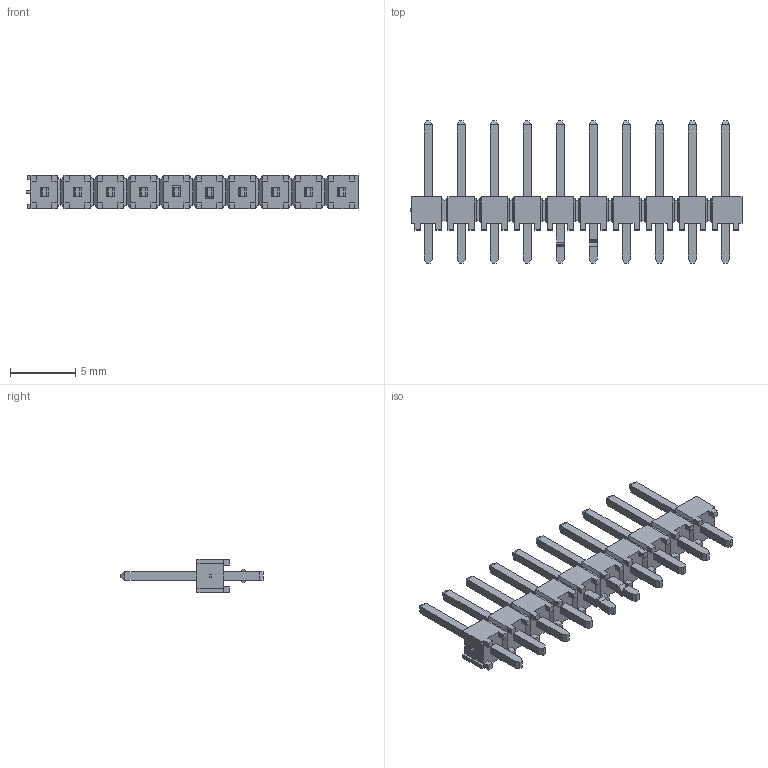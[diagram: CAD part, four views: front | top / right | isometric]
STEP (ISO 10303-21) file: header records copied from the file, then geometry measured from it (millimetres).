
FILE_DESCRIPTION(/* description */ ('STEP AP214'),/* implementation_level */ '2;1');
FILE_NAME(/* name */ 'TSW-110-07-G-S-LL',/* time_stamp */ '2024-10-26T13:30:49+02:00',/* author */ ('License CC BY-ND 4.0'),/* organization */ ('CADENAS'),/* preprocessor_version */ 'ST-DEVELOPER v19.3',/* originating_system */ 'PARTsolutions',/* authorisation */ ' ');
FILE_SCHEMA (('AUTOMOTIVE_DESIGN {1 0 10303 214 3 1 1}'));
Length unit declared in the file: inch
Products named in the file (3): TSW-110-07-G-S-LL; TSW-110-07-G-S-LL_body; T-1S6-07-TSW-1-07-10-S-LL
Assembly tree (2 placements, depth 2):
  TSW-110-07-G-S-LL
    TSW-110-07-G-S-LL_body
    T-1S6-07-TSW-1-07-10-S-LL
Bounding box: 25.53 x 10.92 x 2.54 mm (x, y, z)
Volume: 165.2 mm3; surface area: 650.8 mm2
Topology: 2 solids, 2 shells, 521 faces, 1340 edges, 844 vertices
Faces by surface type: plane 521
Entity records: 15408 total; most frequent: CARTESIAN_POINT 2708, ORIENTED_EDGE 2680, DIRECTION 2388, EDGE_CURVE 1340, LINE 1340, VECTOR 1340, VERTEX_POINT 844, EDGE_LOOP 562
